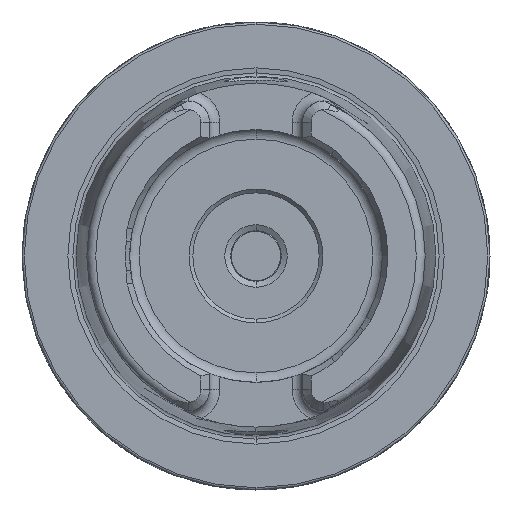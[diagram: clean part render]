
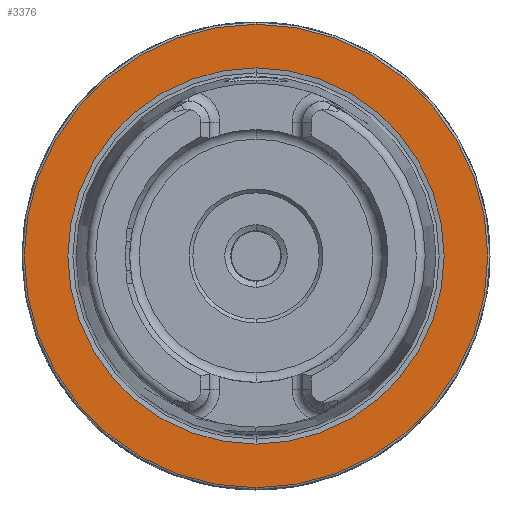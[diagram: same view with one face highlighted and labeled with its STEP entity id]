
A CAD part, left-side view. The second image highlights one B-rep face of the part: STEP entity #3376.
In plain terms, the highlighted planar face has unit normal (-1, 0, 0).
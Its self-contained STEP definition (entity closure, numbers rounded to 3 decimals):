
#437 = VERTEX_POINT ( 'NONE', #11657 ) ;
#610 = EDGE_LOOP ( 'NONE', ( #8787, #8788 ) ) ;
#839 = VERTEX_POINT ( 'NONE', #11321 ) ;
#840 = VERTEX_POINT ( 'NONE', #11319 ) ;
#849 = VERTEX_POINT ( 'NONE', #11308 ) ;
#947 = EDGE_LOOP ( 'NONE', ( #8789, #8790 ) ) ;
#1764 = CIRCLE ( 'NONE', #1767, 31.2 ) ;
#1767 = AXIS2_PLACEMENT_3D ( 'NONE', #7093, #7092, #7091 ) ;
#1770 = CIRCLE ( 'NONE', #1774, 25.324 ) ;
#1774 = AXIS2_PLACEMENT_3D ( 'NONE', #7078, #7077, #7076 ) ;
#3376 = ADVANCED_FACE ( 'NONE', ( #5224, #5218 ), #5217, .F. ) ;
#4094 = DIRECTION ( 'NONE',  ( 0., 0., 1. ) ) ;
#4095 = DIRECTION ( 'NONE',  ( -1., 0., 0. ) ) ;
#4096 = CARTESIAN_POINT ( 'NONE',  ( 0., 0., 0. ) ) ;
#4098 = DIRECTION ( 'NONE',  ( 0., 0., 1. ) ) ;
#4099 = DIRECTION ( 'NONE',  ( -1., 0., 0. ) ) ;
#4100 = CARTESIAN_POINT ( 'NONE',  ( 0., 0., 0. ) ) ;
#4368 = EDGE_CURVE ( 'NONE', #839, #840, #4431, .T. ) ;
#4369 = EDGE_CURVE ( 'NONE', #849, #437, #4439, .T. ) ;
#4431 = CIRCLE ( 'NONE', #4442, 25.324 ) ;
#4439 = CIRCLE ( 'NONE', #4444, 31.2 ) ;
#4442 = AXIS2_PLACEMENT_3D ( 'NONE', #4100, #4099, #4098 ) ;
#4444 = AXIS2_PLACEMENT_3D ( 'NONE', #4096, #4095, #4094 ) ;
#5214 = DIRECTION ( 'NONE',  ( 0., 0., -1. ) ) ;
#5217 = PLANE ( 'NONE',  #13777 ) ;
#5218 = FACE_OUTER_BOUND ( 'NONE', #947, .T. ) ;
#5220 = CARTESIAN_POINT ( 'NONE',  ( 0., 31.2, 0. ) ) ;
#5222 = DIRECTION ( 'NONE',  ( 1., 0., 0. ) ) ;
#5224 = FACE_BOUND ( 'NONE', #610, .T. ) ;
#7076 = DIRECTION ( 'NONE',  ( 0., 0., 1. ) ) ;
#7077 = DIRECTION ( 'NONE',  ( -1., 0., 0. ) ) ;
#7078 = CARTESIAN_POINT ( 'NONE',  ( 0., 0., 0. ) ) ;
#7091 = DIRECTION ( 'NONE',  ( 0., 0., 1. ) ) ;
#7092 = DIRECTION ( 'NONE',  ( -1., 0., 0. ) ) ;
#7093 = CARTESIAN_POINT ( 'NONE',  ( 0., 0., 0. ) ) ;
#8787 = ORIENTED_EDGE ( 'NONE', *, *, #4368, .F. ) ;
#8788 = ORIENTED_EDGE ( 'NONE', *, *, #9676, .F. ) ;
#8789 = ORIENTED_EDGE ( 'NONE', *, *, #9672, .T. ) ;
#8790 = ORIENTED_EDGE ( 'NONE', *, *, #4369, .T. ) ;
#9672 = EDGE_CURVE ( 'NONE', #437, #849, #1764, .T. ) ;
#9676 = EDGE_CURVE ( 'NONE', #840, #839, #1770, .T. ) ;
#11308 = CARTESIAN_POINT ( 'NONE',  ( 0., 0., -31.2 ) ) ;
#11319 = CARTESIAN_POINT ( 'NONE',  ( 0., 0., -25.324 ) ) ;
#11321 = CARTESIAN_POINT ( 'NONE',  ( 0., 0., 25.324 ) ) ;
#11657 = CARTESIAN_POINT ( 'NONE',  ( 0., 0., 31.2 ) ) ;
#13777 = AXIS2_PLACEMENT_3D ( 'NONE', #5220, #5222, #5214 ) ;
